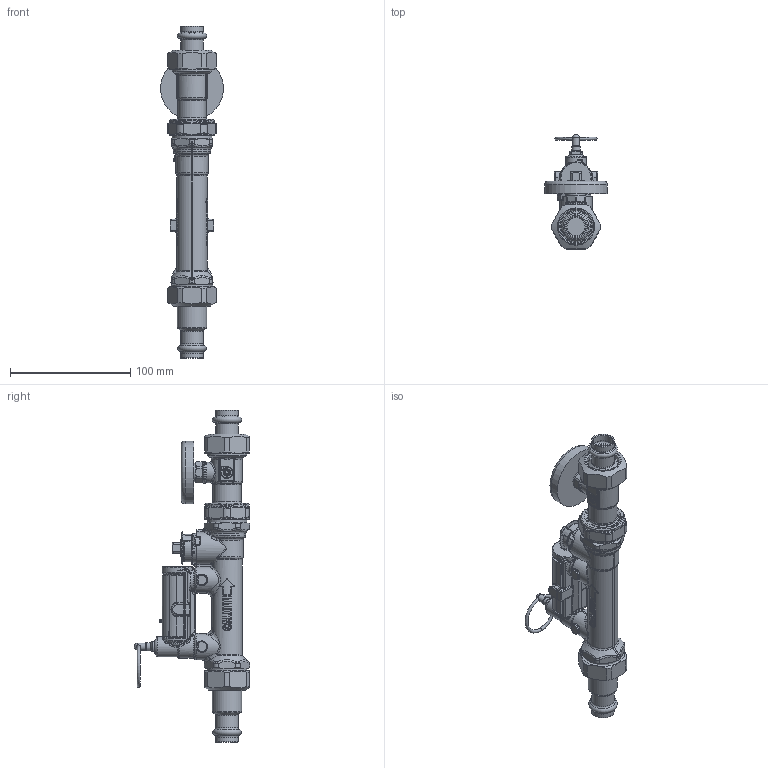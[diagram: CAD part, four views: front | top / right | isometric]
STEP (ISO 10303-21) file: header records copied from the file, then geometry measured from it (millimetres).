
FILE_DESCRIPTION(/* description */ (''),/* implementation_level */ '2;1');
FILE_NAME(/* name */ '132437AFC.stp',/* time_stamp */ '2025-07-15T12:20:10-05:00',/* author */ ('ischreiner'),/* organization */ (''),/* preprocessor_version */ 'ST-DEVELOPER v20',/* originating_system */ 'Autodesk Inventor 2025',/* authorisation */ '');
FILE_SCHEMA (('AUTOMOTIVE_DESIGN { 1 0 10303 214 3 1 1 }'));
Length unit declared in the file: inch
Products named in the file (6): 132437AFC; 132637 - TST; F61008 - 1 inch union nut; 0.50 Tailpiece NA10864; NA10403; NA10358_Simplify_1
Assembly tree (6 placements, depth 2):
  132437AFC
    132637 - TST
    F61008 - 1 inch union nut  x2
    0.50 Tailpiece NA10864
    NA10403
    NA10358_Simplify_1
Bounding box: 52.32 x 95.91 x 276.25 mm (x, y, z)
Volume: 251325.7 mm3; surface area: 75889.5 mm2
Topology: 12 solids, 12 shells, 2316 faces, 5415 edges, 3038 vertices
Faces by surface type: bspline 1055, cylinder 535, plane 345, sphere 145, torus 127, cone 109
Full cylindrical faces by diameter (mm): 2.5 x1, 3 x1, 3.1 x1, 3.3 x1, 4.1 x1, 4.2 x1, 6 x2, 7 x1, 9.017 x1, 11.176 x1, 11.227 x1, 12.954 x1, 13.6 x1, 14.5 x1, 15.113 x1, 15.24 x2, 15.875 x1, 16.154 x2, 16.205 x2, 17 x2, 18 x1, 18.796 x2, 18.847 x2, 20.091 x2, 20.625 x1, 22 x1, 22.7 x2, 23.5 x1, 24 x1, 24.2 x1
Entity records: 144045 total; most frequent: CARTESIAN_POINT 96344, ORIENTED_EDGE 10448, DIRECTION 8701, EDGE_CURVE 5224, AXIS2_PLACEMENT_3D 3774, VERTEX_POINT 3003, EDGE_LOOP 2365, FACE_OUTER_BOUND 2295
